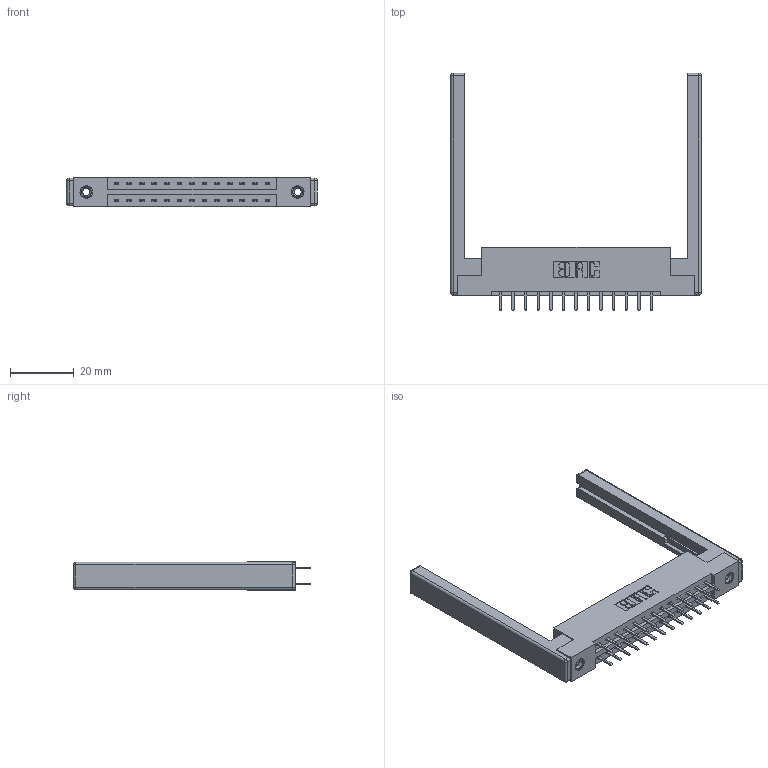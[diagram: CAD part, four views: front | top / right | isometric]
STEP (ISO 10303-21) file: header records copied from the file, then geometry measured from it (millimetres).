
FILE_DESCRIPTION (( 'STEP AP203' ), '1' );
FILE_NAME ('387-026-520-268.STEP', '2019-10-16T19:24:48', ( '' ), ( '' ), 'SwSTEP 2.0', 'SolidWorks 2016', '' );
FILE_SCHEMA (( 'CONFIG_CONTROL_DESIGN' ));
Length unit declared in the file: inch
Products named in the file (5): 345-250-001_345-250-001-102; 307-220-068; 345-292-001_345-293-120; 387-026-520-268; 337 Part_Flush Mounting Lugs - 0.156 Dia-TI
Assembly tree (31 placements, depth 2):
  387-026-520-268
    337 Part_Flush Mounting Lugs - 0.156 Dia-TI
    345-292-001_345-293-120  x26
    345-250-001_345-250-001-102  x2
    307-220-068  x2
Bounding box: 78.94 x 74.76 x 9.4 mm (x, y, z)
Volume: 12307 mm3; surface area: 12676.1 mm2
Topology: 31 solids, 31 shells, 1776 faces, 5095 edges, 3306 vertices
Faces by surface type: plane 1198, cylinder 554, cone 12, sphere 8, torus 4
Entity records: 16704 total; most frequent: CARTESIAN_POINT 2815, ORIENTED_EDGE 2728, DIRECTION 2506, EDGE_CURVE 1364, LINE 1182, VECTOR 1182, VERTEX_POINT 898, AXIS2_PLACEMENT_3D 662
